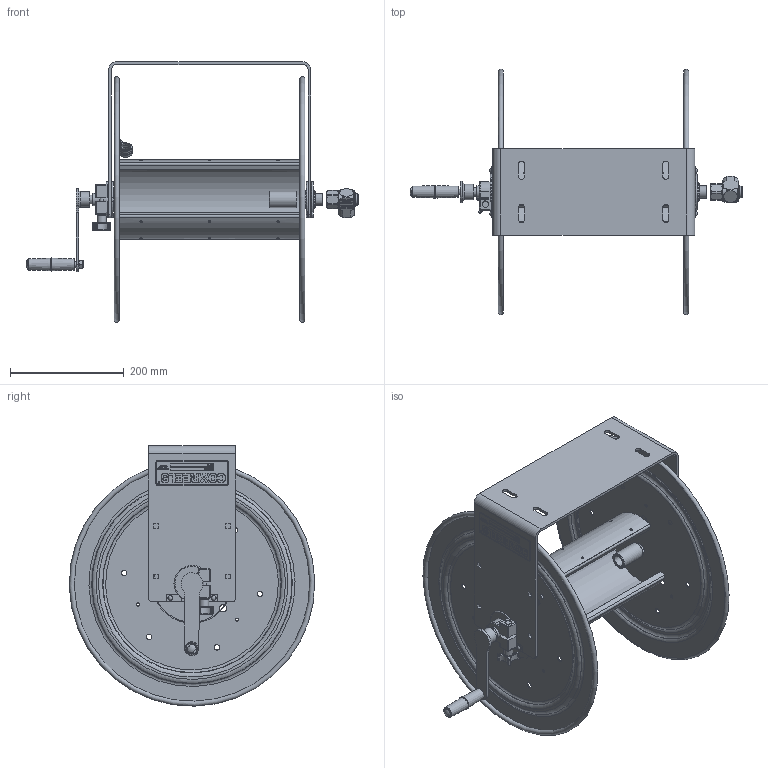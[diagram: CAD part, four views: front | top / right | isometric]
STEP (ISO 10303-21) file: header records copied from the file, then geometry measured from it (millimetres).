
FILE_DESCRIPTION(/* description */ (''),/* implementation_level */ '2;1');
FILE_NAME(/* name */ '117-4-225_SHARED.stp',/* time_stamp */ '2020-04-02T10:59:27-07:00',/* author */ ('NMelton'),/* organization */ (''),/* preprocessor_version */ 'ST-DEVELOPER v17',/* originating_system */ 'Autodesk Inventor 2019',/* authorisation */ '');
FILE_SCHEMA (('AUTOMOTIVE_DESIGN { 1 0 10303 214 3 1 1 }'));
Products named in the file (1): 117-4-225_SHARED
Bounding box: 584.06 x 431.69 x 458.03 mm (x, y, z)
Surface area: 1215947.4 mm2 (no closed solid volume)
Topology: 0 solids, 54 shells, 1416 faces, 6232 edges, 4583 vertices
Faces by surface type: plane 718, bspline 356, cylinder 207, torus 70, cone 38, sphere 27
Full cylindrical faces by diameter (mm): 1.321 x2, 2.54 x1, 3.048 x1, 3.962 x1, 4.826 x1, 5.563 x5, 6.604 x1, 7.798 x1, 8.839 x4, 9.271 x1, 9.525 x12, 10.414 x1, 12.192 x1, 12.7 x7, 15.799 x1, 15.875 x2, 19.304 x1, 20.574 x3, 20.625 x1, 21.336 x2, 21.844 x1, 22.53 x1, 23.749 x1, 27.051 x1, 28.575 x1, 33.02 x2, 33.401 x1
Entity records: 69753 total; most frequent: CARTESIAN_POINT 22697, ORIENTED_EDGE 9136, DIRECTION 7430, EDGE_CURVE 6209, VERTEX_POINT 4583, LINE 3760, VECTOR 3760, AXIS2_PLACEMENT_3D 1835
